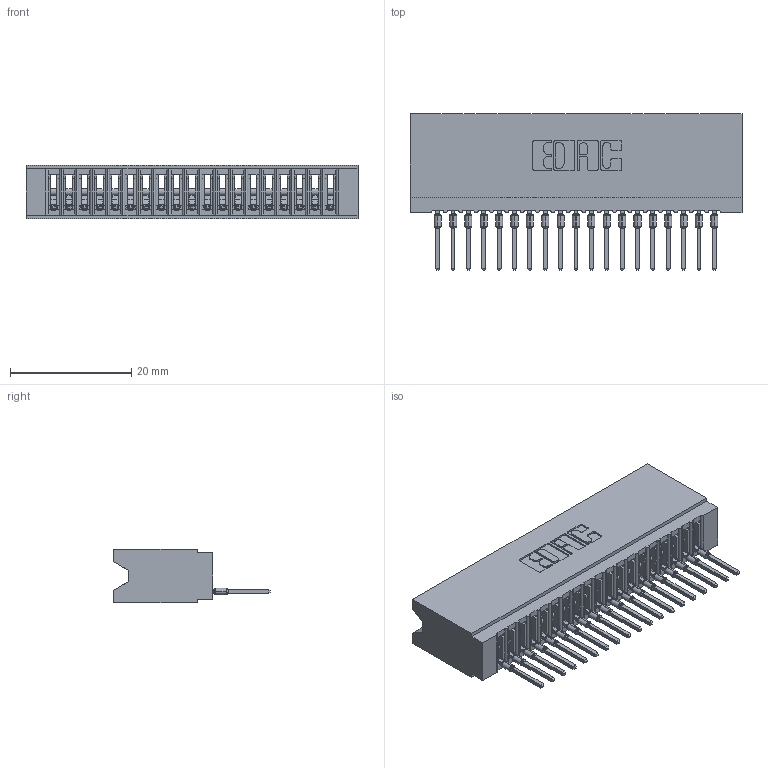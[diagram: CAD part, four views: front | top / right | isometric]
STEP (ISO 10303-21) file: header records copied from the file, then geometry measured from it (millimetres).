
FILE_DESCRIPTION (( 'STEP AP203' ), '1' );
FILE_NAME ('745-019-522-106.STEP', '2026-02-25T16:19:01', ( '' ), ( '' ), 'SwSTEP 2.0', 'SolidWorks 2023', '' );
FILE_SCHEMA (( 'CONFIG_CONTROL_DESIGN' ));
Length unit declared in the file: millimetre
Products named in the file (3): 745 Part_Insulator Option - 06; 745-019-522-106; 745-292-001_522
Assembly tree (20 placements, depth 2):
  745-019-522-106
    745 Part_Insulator Option - 06
    745-292-001_522  x19
Bounding box: 54.86 x 25.92 x 8.89 mm (x, y, z)
Volume: 4891.4 mm3; surface area: 8732.8 mm2
Topology: 20 solids, 20 shells, 2224 faces, 6112 edges, 3858 vertices
Faces by surface type: plane 1329, cylinder 401, bspline 380, torus 114
Entity records: 34539 total; most frequent: CARTESIAN_POINT 6587, ORIENTED_EDGE 5996, DIRECTION 5220, EDGE_CURVE 2998, LINE 2702, VECTOR 2702, VERTEX_POINT 1914, AXIS2_PLACEMENT_3D 1259
